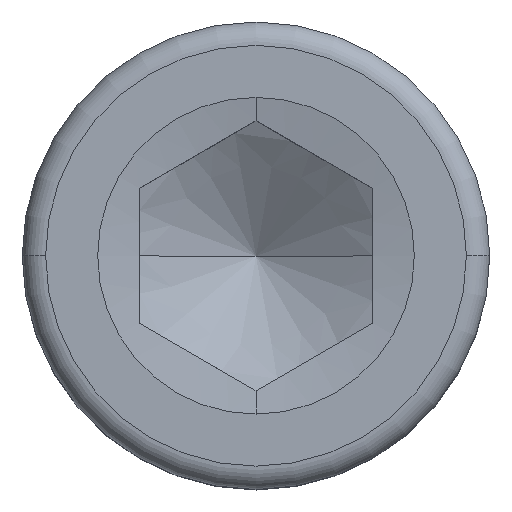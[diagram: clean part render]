
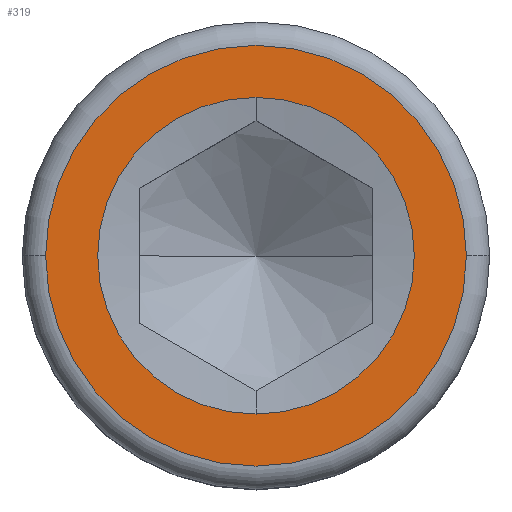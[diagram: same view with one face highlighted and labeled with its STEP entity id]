
A CAD part, top view. The second image highlights one B-rep face of the part: STEP entity #319.
In plain terms, the highlighted planar face has unit normal (0, 0, 1).
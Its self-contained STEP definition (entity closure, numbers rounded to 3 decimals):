
#16 = VERTEX_POINT ( 'NONE', #513 ) ;
#24 = ORIENTED_EDGE ( 'NONE', *, *, #601, .F. ) ;
#25 = DIRECTION ( 'NONE',  ( 0., 0., 1. ) ) ;
#74 = EDGE_CURVE ( 'NONE', #574, #16, #368, .T. ) ;
#81 = DIRECTION ( 'NONE',  ( 1., 0., 0. ) ) ;
#98 = CARTESIAN_POINT ( 'NONE',  ( 0., 3.387, 15.251 ) ) ;
#127 = AXIS2_PLACEMENT_3D ( 'NONE', #390, #321, #490 ) ;
#152 = CARTESIAN_POINT ( 'NONE',  ( -4.5, 0., 15.251 ) ) ;
#202 = CARTESIAN_POINT ( 'NONE',  ( 0., 0., 15.251 ) ) ;
#214 = DIRECTION ( 'NONE',  ( 0., 1., 0. ) ) ;
#221 = DIRECTION ( 'NONE',  ( 0., 0., -1. ) ) ;
#223 = CIRCLE ( 'NONE', #318, 3.387 ) ;
#235 = AXIS2_PLACEMENT_3D ( 'NONE', #541, #538, #643 ) ;
#285 = CARTESIAN_POINT ( 'NONE',  ( 0., 0., 15.251 ) ) ;
#296 = FACE_OUTER_BOUND ( 'NONE', #590, .T. ) ;
#318 = AXIS2_PLACEMENT_3D ( 'NONE', #202, #494, #214 ) ;
#319 = ADVANCED_FACE ( 'NONE', ( #515, #296 ), #636, .T. ) ;
#321 = DIRECTION ( 'NONE',  ( 0., 0., -1. ) ) ;
#331 = CARTESIAN_POINT ( 'NONE',  ( 4.5, 0., 15.251 ) ) ;
#341 = CIRCLE ( 'NONE', #127, 4.5 ) ;
#347 = ORIENTED_EDGE ( 'NONE', *, *, #449, .T. ) ;
#368 = CIRCLE ( 'NONE', #235, 3.387 ) ;
#390 = CARTESIAN_POINT ( 'NONE',  ( 0., 0., 15.251 ) ) ;
#424 = EDGE_CURVE ( 'NONE', #556, #463, #341, .T. ) ;
#449 = EDGE_CURVE ( 'NONE', #16, #574, #223, .T. ) ;
#463 = VERTEX_POINT ( 'NONE', #152 ) ;
#490 = DIRECTION ( 'NONE',  ( -1., 0., 0. ) ) ;
#494 = DIRECTION ( 'NONE',  ( 0., 0., -1. ) ) ;
#504 = ORIENTED_EDGE ( 'NONE', *, *, #74, .T. ) ;
#513 = CARTESIAN_POINT ( 'NONE',  ( 0., -3.387, 15.251 ) ) ;
#515 = FACE_BOUND ( 'NONE', #668, .T. ) ;
#518 = AXIS2_PLACEMENT_3D ( 'NONE', #285, #221, #606 ) ;
#538 = DIRECTION ( 'NONE',  ( 0., 0., -1. ) ) ;
#541 = CARTESIAN_POINT ( 'NONE',  ( 0., 0., 15.251 ) ) ;
#556 = VERTEX_POINT ( 'NONE', #331 ) ;
#574 = VERTEX_POINT ( 'NONE', #98 ) ;
#578 = ORIENTED_EDGE ( 'NONE', *, *, #424, .F. ) ;
#588 = CARTESIAN_POINT ( 'NONE',  ( 0., 4.5, 15.251 ) ) ;
#590 = EDGE_LOOP ( 'NONE', ( #24, #578 ) ) ;
#601 = EDGE_CURVE ( 'NONE', #463, #556, #697, .T. ) ;
#606 = DIRECTION ( 'NONE',  ( -1., 0., 0. ) ) ;
#636 = PLANE ( 'NONE',  #669 ) ;
#643 = DIRECTION ( 'NONE',  ( 0., 1., 0. ) ) ;
#668 = EDGE_LOOP ( 'NONE', ( #347, #504 ) ) ;
#669 = AXIS2_PLACEMENT_3D ( 'NONE', #588, #25, #81 ) ;
#697 = CIRCLE ( 'NONE', #518, 4.5 ) ;
